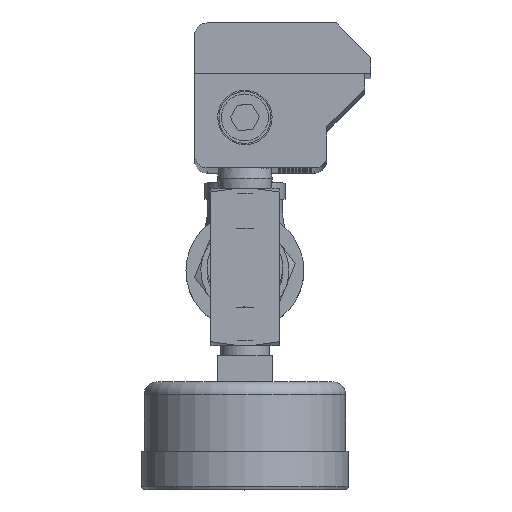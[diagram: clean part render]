
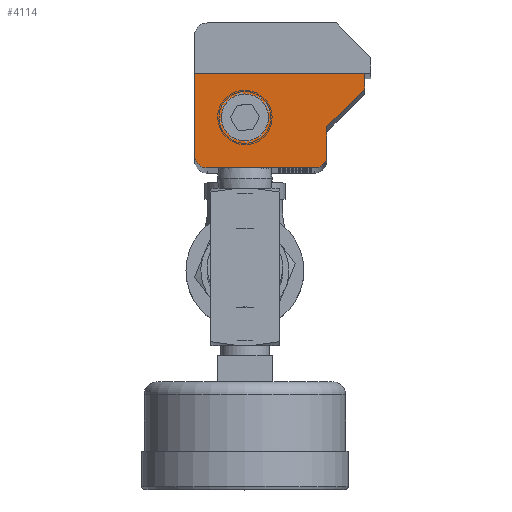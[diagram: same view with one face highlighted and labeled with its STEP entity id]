
A CAD part, top view. The second image highlights one B-rep face of the part: STEP entity #4114.
In plain terms, the highlighted face is planar.
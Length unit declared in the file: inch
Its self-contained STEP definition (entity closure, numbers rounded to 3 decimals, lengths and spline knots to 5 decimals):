
#374=LINE('',#6697,#506);
#378=LINE('',#6821,#510);
#382=LINE('',#6828,#514);
#385=LINE('',#6834,#517);
#388=LINE('',#6840,#520);
#391=LINE('',#6852,#523);
#506=VECTOR('',#5326,0.3937);
#510=VECTOR('',#5476,0.3937);
#514=VECTOR('',#5482,0.3937);
#517=VECTOR('',#5487,0.3937);
#520=VECTOR('',#5492,0.3937);
#523=VECTOR('',#5509,0.3937);
#642=PLANE('',#4775);
#918=FACE_BOUND('',#1499,.T.);
#1144=FACE_OUTER_BOUND('',#1498,.T.);
#1498=EDGE_LOOP('',(#3180,#3181,#3182,#3183,#3184,#3185,#3186,#3187));
#1499=EDGE_LOOP('',(#3188));
#1927=CIRCLE('',#4685,0.233);
#1974=CIRCLE('',#4770,0.125);
#1976=CIRCLE('',#4773,0.125);
#2185=VERTEX_POINT('',#6681);
#2190=VERTEX_POINT('',#6694);
#2191=VERTEX_POINT('',#6696);
#2237=VERTEX_POINT('',#6818);
#2238=VERTEX_POINT('',#6820);
#2240=VERTEX_POINT('',#6826);
#2242=VERTEX_POINT('',#6832);
#2244=VERTEX_POINT('',#6838);
#2246=VERTEX_POINT('',#6847);
#2569=EDGE_CURVE('',#2185,#2185,#1927,.T.);
#2574=EDGE_CURVE('',#2190,#2191,#374,.T.);
#2621=EDGE_CURVE('',#2237,#2238,#378,.T.);
#2625=EDGE_CURVE('',#2240,#2237,#382,.T.);
#2628=EDGE_CURVE('',#2242,#2240,#385,.T.);
#2631=EDGE_CURVE('',#2244,#2242,#388,.T.);
#2633=EDGE_CURVE('',#2191,#2244,#1974,.T.);
#2636=EDGE_CURVE('',#2246,#2190,#1976,.T.);
#2638=EDGE_CURVE('',#2238,#2246,#391,.T.);
#3180=ORIENTED_EDGE('',*,*,#2638,.F.);
#3181=ORIENTED_EDGE('',*,*,#2621,.F.);
#3182=ORIENTED_EDGE('',*,*,#2625,.F.);
#3183=ORIENTED_EDGE('',*,*,#2628,.F.);
#3184=ORIENTED_EDGE('',*,*,#2631,.F.);
#3185=ORIENTED_EDGE('',*,*,#2633,.F.);
#3186=ORIENTED_EDGE('',*,*,#2574,.F.);
#3187=ORIENTED_EDGE('',*,*,#2636,.F.);
#3188=ORIENTED_EDGE('',*,*,#2569,.T.);
#4114=ADVANCED_FACE('',(#1144,#918),#642,.F.);
#4685=AXIS2_PLACEMENT_3D('',#6682,#5310,#5311);
#4770=AXIS2_PLACEMENT_3D('',#6843,#5497,#5498);
#4773=AXIS2_PLACEMENT_3D('',#6849,#5504,#5505);
#4775=AXIS2_PLACEMENT_3D('',#6853,#5510,#5511);
#5310=DIRECTION('center_axis',(0.,0.,1.));
#5311=DIRECTION('ref_axis',(-1.,0.,0.));
#5326=DIRECTION('',(0.,1.,0.));
#5476=DIRECTION('',(0.707,0.707,0.));
#5482=DIRECTION('',(1.,0.,0.));
#5487=DIRECTION('',(0.,-1.,0.));
#5492=DIRECTION('',(-1.,0.,0.));
#5497=DIRECTION('center_axis',(0.,0.,1.));
#5498=DIRECTION('ref_axis',(1.,0.,0.));
#5504=DIRECTION('center_axis',(0.,0.,1.));
#5505=DIRECTION('ref_axis',(0.,-1.,0.));
#5509=DIRECTION('',(1.,0.,0.));
#5510=DIRECTION('center_axis',(0.,0.,1.));
#5511=DIRECTION('ref_axis',(1.,0.,0.));
#6681=CARTESIAN_POINT('',(0.17325,0.8125,0.));
#6682=CARTESIAN_POINT('Origin',(0.40625,0.8125,0.));
#6694=CARTESIAN_POINT('',(0.90625,0.125,0.));
#6696=CARTESIAN_POINT('',(0.90625,1.1875,0.));
#6697=CARTESIAN_POINT('',(0.90625,0.125,0.));
#6818=CARTESIAN_POINT('',(0.125,-0.375,0.));
#6820=CARTESIAN_POINT('',(0.5,0.,0.));
#6821=CARTESIAN_POINT('',(0.125,-0.375,0.));
#6826=CARTESIAN_POINT('',(-0.03125,-0.375,0.));
#6828=CARTESIAN_POINT('',(-0.03125,-0.375,0.));
#6832=CARTESIAN_POINT('',(-0.03125,1.3125,0.));
#6834=CARTESIAN_POINT('',(-0.03125,1.3125,0.));
#6838=CARTESIAN_POINT('',(0.78125,1.3125,0.));
#6840=CARTESIAN_POINT('',(0.78125,1.3125,0.));
#6843=CARTESIAN_POINT('Origin',(0.78125,1.1875,0.));
#6847=CARTESIAN_POINT('',(0.78125,0.,0.));
#6849=CARTESIAN_POINT('Origin',(0.78125,0.125,0.));
#6852=CARTESIAN_POINT('',(0.5,0.,0.));
#6853=CARTESIAN_POINT('Origin',(0.38705,0.53917,0.));
